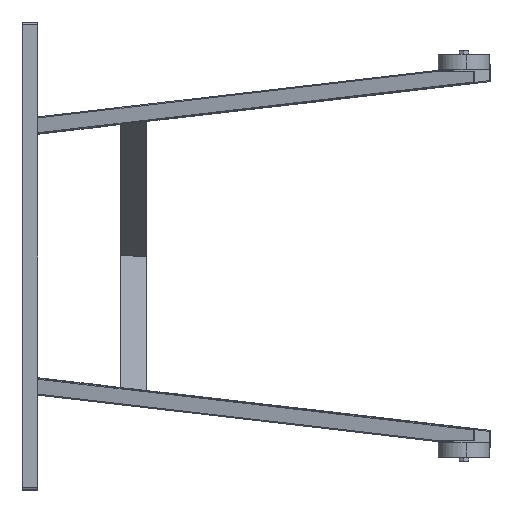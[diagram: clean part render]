
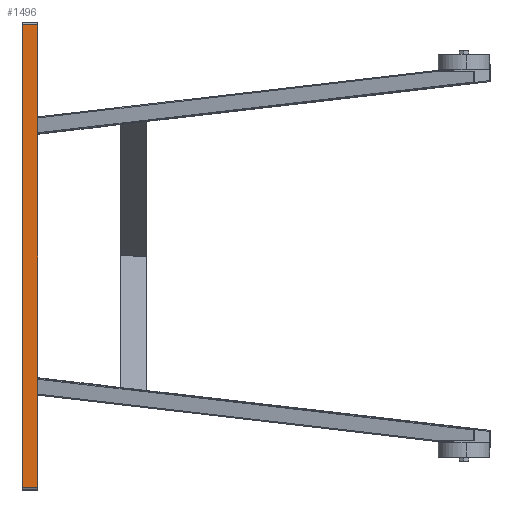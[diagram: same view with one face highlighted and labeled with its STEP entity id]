
A CAD part, left-side view. The second image highlights one B-rep face of the part: STEP entity #1496.
In plain terms, the highlighted planar face has unit normal (-1, 0, 0).
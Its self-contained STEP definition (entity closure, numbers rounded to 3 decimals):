
#1496 = ADVANCED_FACE ( 'NONE', ( #19362 ), #10158, .F. ) ;
#2204 = ORIENTED_EDGE ( 'NONE', *, *, #15501, .T. ) ;
#3421 = DIRECTION ( 'NONE',  ( 0., 0., 1. ) ) ;
#3778 = CARTESIAN_POINT ( 'NONE',  ( 0., 0., -5. ) ) ;
#4009 = AXIS2_PLACEMENT_3D ( 'NONE', #19457, #8712, #14842 ) ;
#4142 = EDGE_CURVE ( 'NONE', #19473, #17436, #18897, .T. ) ;
#4389 = DIRECTION ( 'NONE',  ( 0., 1., 0. ) ) ;
#5822 = CARTESIAN_POINT ( 'NONE',  ( 0., 29., -895. ) ) ;
#5976 = VERTEX_POINT ( 'NONE', #3778 ) ;
#6574 = LINE ( 'NONE', #8238, #6828 ) ;
#6578 = VECTOR ( 'NONE', #4389, 1000. ) ;
#6609 = CARTESIAN_POINT ( 'NONE',  ( 0., 30., -895. ) ) ;
#6828 = VECTOR ( 'NONE', #3421, 1000. ) ;
#7921 = EDGE_CURVE ( 'NONE', #17436, #5976, #6574, .T. ) ;
#8238 = CARTESIAN_POINT ( 'NONE',  ( 0., 0., 0. ) ) ;
#8712 = DIRECTION ( 'NONE',  ( 1., 0., 0. ) ) ;
#8988 = CARTESIAN_POINT ( 'NONE',  ( 0., 30., -5. ) ) ;
#9774 = CARTESIAN_POINT ( 'NONE',  ( 0., 0., -895. ) ) ;
#10158 = PLANE ( 'NONE',  #4009 ) ;
#11047 = ORIENTED_EDGE ( 'NONE', *, *, #4142, .T. ) ;
#11401 = VECTOR ( 'NONE', #16493, 1000. ) ;
#11750 = CARTESIAN_POINT ( 'NONE',  ( 0., 29., 0. ) ) ;
#12037 = VECTOR ( 'NONE', #17645, 1000. ) ;
#12634 = EDGE_LOOP ( 'NONE', ( #2204, #17892, #11047, #13162 ) ) ;
#13162 = ORIENTED_EDGE ( 'NONE', *, *, #7921, .T. ) ;
#14359 = LINE ( 'NONE', #8988, #6578 ) ;
#14842 = DIRECTION ( 'NONE',  ( 0., 0., -1. ) ) ;
#15501 = EDGE_CURVE ( 'NONE', #5976, #17845, #14359, .T. ) ;
#15516 = LINE ( 'NONE', #11750, #11401 ) ;
#16493 = DIRECTION ( 'NONE',  ( 0., 0., -1. ) ) ;
#17436 = VERTEX_POINT ( 'NONE', #9774 ) ;
#17645 = DIRECTION ( 'NONE',  ( 0., -1., 0. ) ) ;
#17662 = EDGE_CURVE ( 'NONE', #17845, #19473, #15516, .T. ) ;
#17845 = VERTEX_POINT ( 'NONE', #18914 ) ;
#17892 = ORIENTED_EDGE ( 'NONE', *, *, #17662, .T. ) ;
#18897 = LINE ( 'NONE', #6609, #12037 ) ;
#18914 = CARTESIAN_POINT ( 'NONE',  ( 0., 29., -5. ) ) ;
#19362 = FACE_OUTER_BOUND ( 'NONE', #12634, .T. ) ;
#19457 = CARTESIAN_POINT ( 'NONE',  ( 0., 30., 0. ) ) ;
#19473 = VERTEX_POINT ( 'NONE', #5822 ) ;
